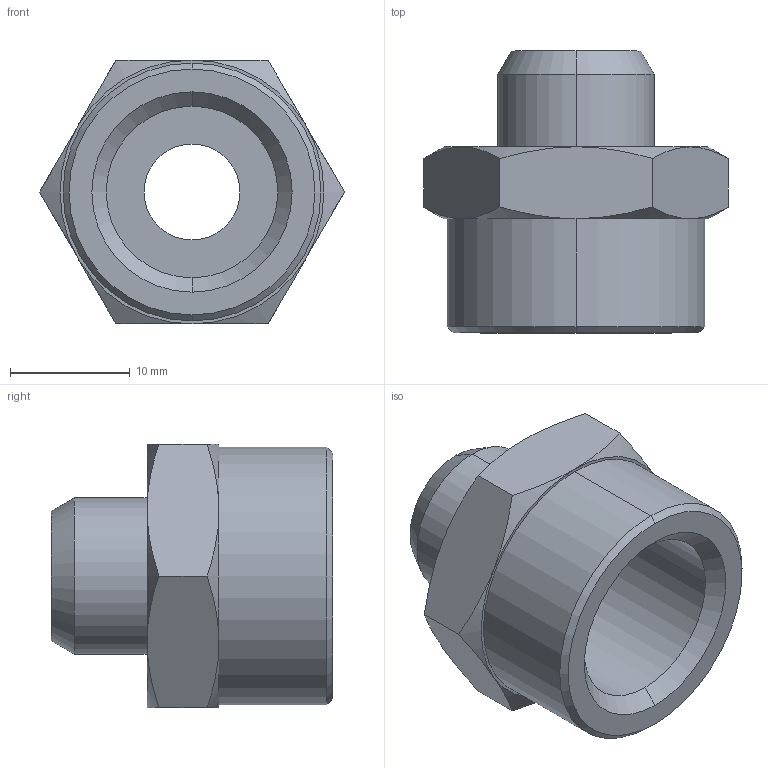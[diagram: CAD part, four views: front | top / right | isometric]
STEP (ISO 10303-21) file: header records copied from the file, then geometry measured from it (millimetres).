
FILE_DESCRIPTION (( 'STEP AP214' ), '1' );
FILE_NAME ('DRF.MF0203.STEP', '2018-09-03T10:06:53', ( '' ), ( '' ), 'SwSTEP 2.0', 'SolidWorks 2018', '' );
FILE_SCHEMA (( 'AUTOMOTIVE_DESIGN' ));
Length unit declared in the file: millimetre
Products named in the file (1): DRF.MF0203
Bounding box: 25.4 x 23.5 x 22 mm (x, y, z)
Volume: 4305.8 mm3; surface area: 2878.7 mm2
Topology: 1 solids, 1 shells, 39 faces, 84 edges, 50 vertices
Faces by surface type: cone 20, plane 11, cylinder 8
Entity records: 1330 total; most frequent: CARTESIAN_POINT 462, DIRECTION 178, ORIENTED_EDGE 168, EDGE_CURVE 84, AXIS2_PLACEMENT_3D 78, VERTEX_POINT 50, EDGE_LOOP 44, ADVANCED_FACE 39
